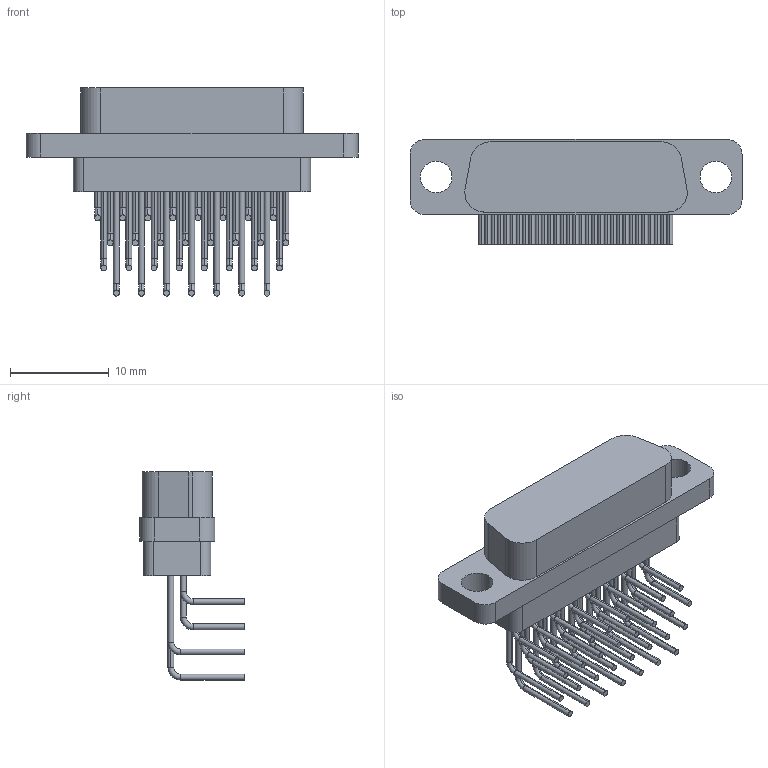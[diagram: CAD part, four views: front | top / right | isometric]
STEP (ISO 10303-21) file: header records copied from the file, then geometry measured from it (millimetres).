
FILE_DESCRIPTION (( 'STEP AP214' ), '1' );
FILE_NAME ('J30J-31TJW.STEP', '2024-08-14T08:01:07', ( '' ), ( '' ), 'SwSTEP 2.0', 'SolidWorks 2020', '' );
FILE_SCHEMA (( 'AUTOMOTIVE_DESIGN' ));
Length unit declared in the file: millimetre
Products named in the file (1): J30J-31TJW
Bounding box: 33.6 x 10.6 x 21.06 mm (x, y, z)
Volume: 1950.8 mm3; surface area: 1916.8 mm2
Topology: 1 solids, 1 shells, 250 faces, 535 edges, 320 vertices
Faces by surface type: cylinder 141, torus 62, plane 47
Entity records: 9246 total; most frequent: DIRECTION 1395, CARTESIAN_POINT 1106, ORIENTED_EDGE 1070, AXIS2_PLACEMENT_3D 609, EDGE_CURVE 535, CIRCLE 358, VERTEX_POINT 320, EDGE_LOOP 287
